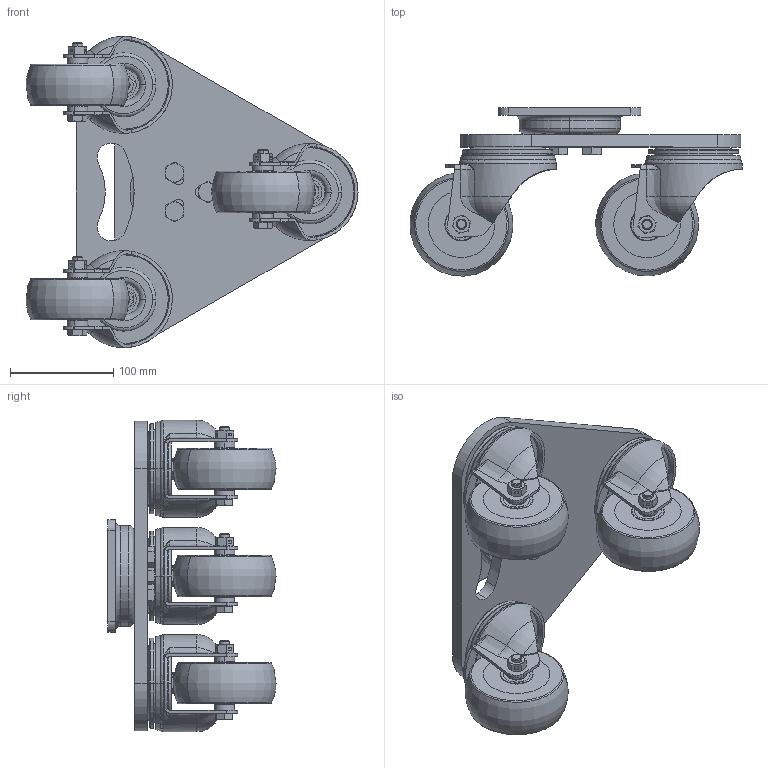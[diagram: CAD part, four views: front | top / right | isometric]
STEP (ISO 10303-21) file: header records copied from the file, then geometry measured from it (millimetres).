
FILE_DESCRIPTION (( 'STEP AP214' ), '1' );
FILE_NAME ('0049327.step', '2020-06-24T13:09:45', ( '' ), ( '' ), 'SwSTEP 2.0', 'SolidWorks 2018', '' );
FILE_SCHEMA (( 'AUTOMOTIVE_DESIGN' ));
Length unit declared in the file: millimetre
Products named in the file (1): 0049327
Bounding box: 321.87 x 162.94 x 301.84 mm (x, y, z)
Volume: 2136437.7 mm3; surface area: 502773.3 mm2
Topology: 62 solids, 62 shells, 1324 faces, 2912 edges, 1774 vertices
Faces by surface type: plane 456, cylinder 441, cone 186, torus 175, bspline 66
Entity records: 61514 total; most frequent: CARTESIAN_POINT 17150, DIRECTION 6314, ORIENTED_EDGE 5788, EDGE_CURVE 2894, AXIS2_PLACEMENT_3D 2635, VERTEX_POINT 1774, EDGE_LOOP 1540, UNCERTAINTY_MEASURE_WITH_UNIT 1388
